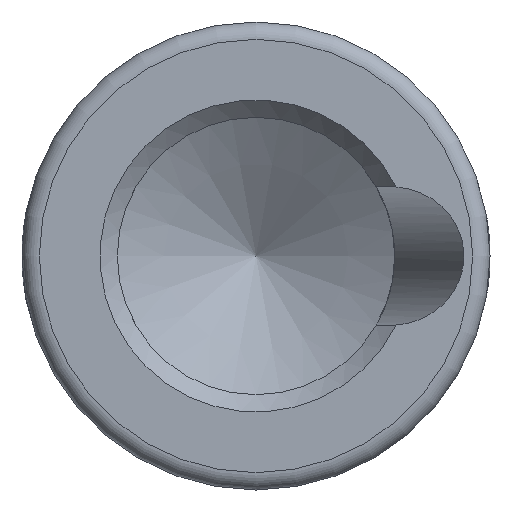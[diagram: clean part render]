
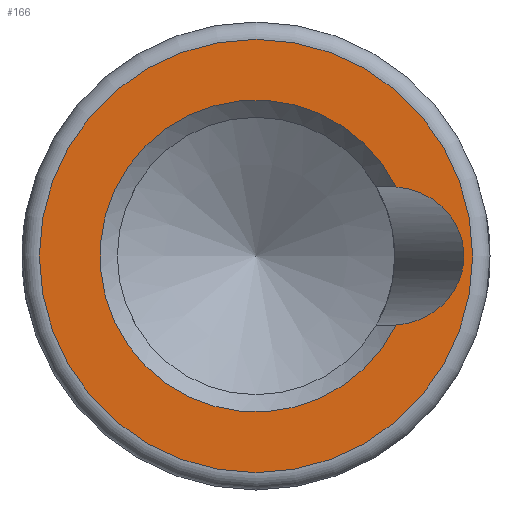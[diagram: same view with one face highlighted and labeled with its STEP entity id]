
A CAD part, front view. The second image highlights one B-rep face of the part: STEP entity #166.
In plain terms, the highlighted planar face has unit normal (0, -1, 0).
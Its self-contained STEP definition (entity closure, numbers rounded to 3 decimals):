
#166 = ADVANCED_FACE( '', ( #368, #369 ), #370, .F. );
#368 = FACE_OUTER_BOUND( '', #1110, .T. );
#369 = FACE_BOUND( '', #1111, .T. );
#370 = PLANE( '', #1112 );
#1110 = EDGE_LOOP( '', ( #1856 ) );
#1111 = EDGE_LOOP( '', ( #1857, #1858 ) );
#1112 = AXIS2_PLACEMENT_3D( '', #1859, #1860, #1861 );
#1856 = ORIENTED_EDGE( '', *, *, #2322, .T. );
#1857 = ORIENTED_EDGE( '', *, *, #2280, .F. );
#1858 = ORIENTED_EDGE( '', *, *, #2348, .T. );
#1859 = CARTESIAN_POINT( '', ( -8.9, -49., 0. ) );
#1860 = DIRECTION( '', ( 0., 1., 0. ) );
#1861 = DIRECTION( '', ( -1., 0., 0. ) );
#2280 = EDGE_CURVE( '', #2590, #2591, #2592, .F. );
#2322 = EDGE_CURVE( '', #2658, #2658, #2659, .F. );
#2348 = EDGE_CURVE( '', #2590, #2591, #2691, .T. );
#2590 = VERTEX_POINT( '', #3499 );
#2591 = VERTEX_POINT( '', #3500 );
#2592 = ELLIPSE( '', #3501, 4.257, 4. );
#2658 = VERTEX_POINT( '', #3823 );
#2659 = CIRCLE( '', #3824, 12.5 );
#2691 = CIRCLE( '', #3916, 9. );
#3499 = CARTESIAN_POINT( '', ( 12.668, -49., -3.988 ) );
#3500 = CARTESIAN_POINT( '', ( 12.668, -49., 3.988 ) );
#3501 = AXIS2_PLACEMENT_3D( '', #4361, #4362, #4363 );
#3823 = CARTESIAN_POINT( '', ( -7.9, -49., 0. ) );
#3824 = AXIS2_PLACEMENT_3D( '', #4402, #4403, #4404 );
#3916 = AXIS2_PLACEMENT_3D( '', #4428, #4429, #4430 );
#4361 = CARTESIAN_POINT( '', ( 12.34, -49., 0. ) );
#4362 = DIRECTION( '', ( 0., 1., 0. ) );
#4363 = DIRECTION( '', ( -1., 0., 0. ) );
#4402 = CARTESIAN_POINT( '', ( 4.6, -49., 0. ) );
#4403 = DIRECTION( '', ( 0., 1., 0. ) );
#4404 = DIRECTION( '', ( -1., 0., 0. ) );
#4428 = CARTESIAN_POINT( '', ( 4.6, -49., 0. ) );
#4429 = DIRECTION( '', ( 0., 1., 0. ) );
#4430 = DIRECTION( '', ( -1., 0., 0. ) );
